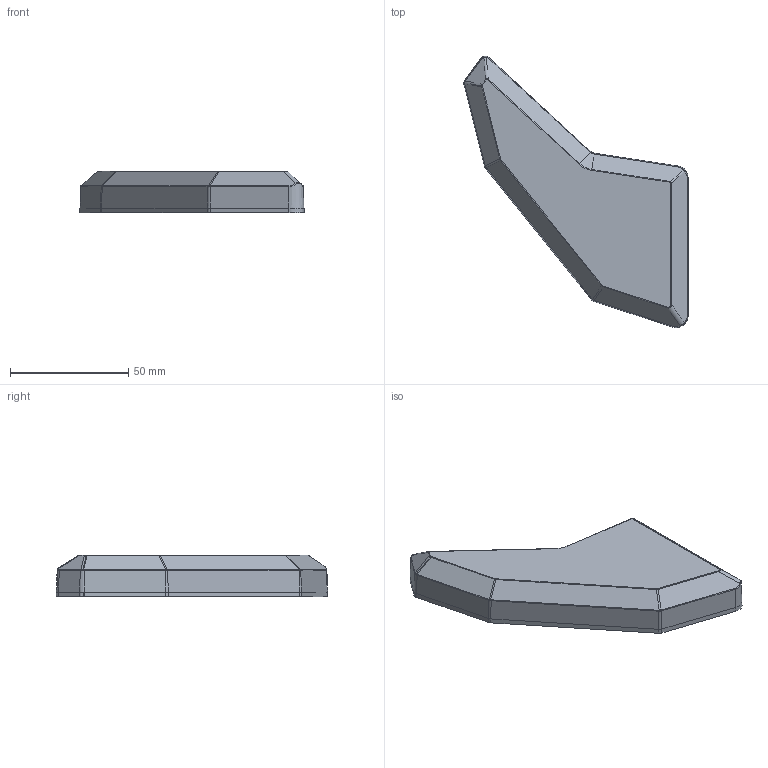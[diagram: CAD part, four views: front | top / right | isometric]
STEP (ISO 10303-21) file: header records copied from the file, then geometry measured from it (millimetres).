
FILE_DESCRIPTION (( 'STEP AP214' ), '1' );
FILE_NAME ('BotAb_R_cover.STEP', '2017-08-15T08:03:44', ( '' ), ( '' ), 'SwSTEP 2.0', 'SolidWorks 2016', '' );
FILE_SCHEMA (( 'AUTOMOTIVE_DESIGN' ));
Length unit declared in the file: millimetre
Products named in the file (1): BotAb_R_cover
Bounding box: 95.01 x 115 x 17.78 mm (x, y, z)
Volume: 20252.3 mm3; surface area: 21909.2 mm2
Topology: 1 solids, 1 shells, 263 faces, 684 edges, 434 vertices
Faces by surface type: plane 154, bspline 41, cone 39, cylinder 27, torus 2
Entity records: 10912 total; most frequent: CARTESIAN_POINT 2921, ORIENTED_EDGE 1368, DIRECTION 1143, EDGE_CURVE 684, LINE 465, VECTOR 465, VERTEX_POINT 434, AXIS2_PLACEMENT_3D 339
